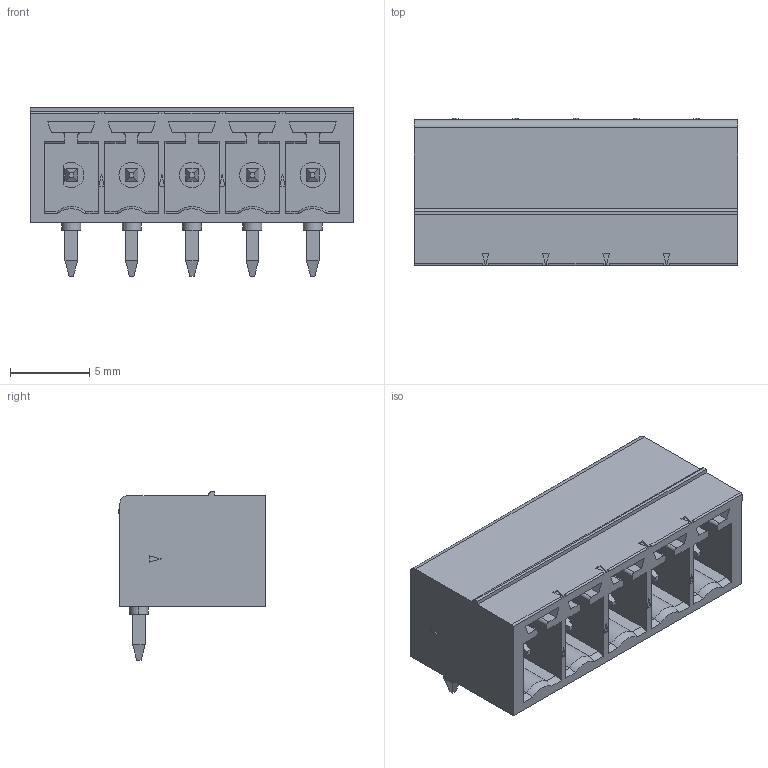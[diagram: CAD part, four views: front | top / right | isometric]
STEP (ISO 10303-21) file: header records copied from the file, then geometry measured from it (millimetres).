
FILE_DESCRIPTION((''),'2;1');
FILE_NAME('PHOENIX_1803303.stp','2013-06-11T12:16:05',(''),(''),'Mechanical Desktop 2011','Mechanical Desktop 2011',', , ');
FILE_SCHEMA(('AUTOMOTIVE_DESIGN { 1 2 10303 214 1 1 1 1 }'));
Length unit declared in the file: millimetre
Products named in the file (1): Product
Bounding box: 20.44 x 9.3 x 10.65 mm (x, y, z)
Volume: 768.7 mm3; surface area: 1802.7 mm2
Topology: 21 solids, 21 shells, 402 faces, 941 edges, 599 vertices
Faces by surface type: plane 287, cylinder 70, bspline 30, sphere 10, cone 5
Entity records: 11372 total; most frequent: CARTESIAN_POINT 2143, ORIENTED_EDGE 1862, DIRECTION 1832, EDGE_CURVE 931, VECTOR 756, LINE 756, VERTEX_POINT 599, AXIS2_PLACEMENT_3D 538
